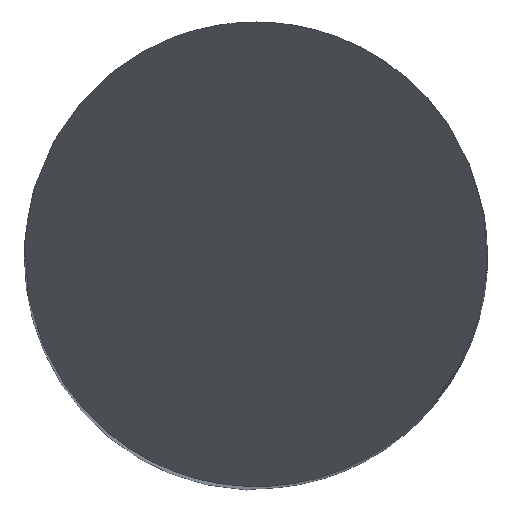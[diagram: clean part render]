
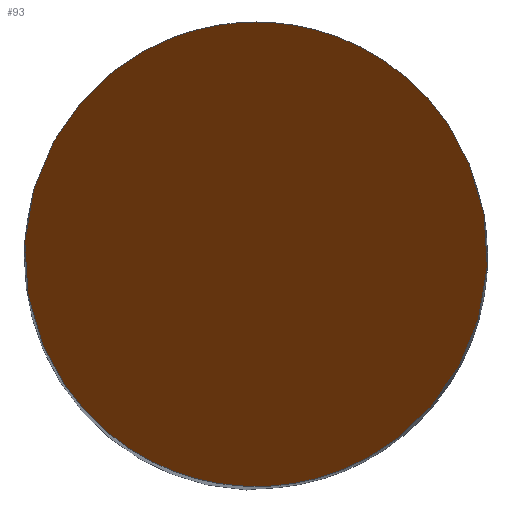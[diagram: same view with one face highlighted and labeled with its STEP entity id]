
A CAD part, top view. The second image highlights one B-rep face of the part: STEP entity #93.
In plain terms, the highlighted planar face has unit normal (0, -0.866, 0.5).
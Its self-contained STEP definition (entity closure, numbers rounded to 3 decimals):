
#93=ADVANCED_FACE('',(#142),#118,.F.);
#118=PLANE('',#632);
#142=FACE_OUTER_BOUND('',#173,.T.);
#173=EDGE_LOOP('',(#267,#268));
#267=ORIENTED_EDGE('',*,*,#421,.F.);
#268=ORIENTED_EDGE('',*,*,#435,.F.);
#366=VERTEX_POINT('',#886);
#367=VERTEX_POINT('',#887);
#421=EDGE_CURVE('',#366,#367,#563,.T.);
#435=EDGE_CURVE('',#367,#366,#567,.T.);
#563=(
BOUNDED_CURVE()
B_SPLINE_CURVE(3,(#882,#883,#884,#885),.UNSPECIFIED.,.F.,.F.)
B_SPLINE_CURVE_WITH_KNOTS((4,4),(0.,1.),.UNSPECIFIED.)
CURVE()
GEOMETRIC_REPRESENTATION_ITEM()
RATIONAL_B_SPLINE_CURVE((1.,0.333,0.333,1.))
REPRESENTATION_ITEM('')
);
#567=(
BOUNDED_CURVE()
B_SPLINE_CURVE(3,(#935,#936,#937,#938),.UNSPECIFIED.,.F.,.F.)
B_SPLINE_CURVE_WITH_KNOTS((4,4),(0.,1.),.UNSPECIFIED.)
CURVE()
GEOMETRIC_REPRESENTATION_ITEM()
RATIONAL_B_SPLINE_CURVE((1.,0.333,0.333,1.))
REPRESENTATION_ITEM('')
);
#632=AXIS2_PLACEMENT_3D('',#1020,#717,#718);
#717=DIRECTION('',(0.,0.866,-0.5));
#718=DIRECTION('',(0.,-0.5,-0.866));
#882=CARTESIAN_POINT('',(0.,-3.,-5.196));
#883=CARTESIAN_POINT('',(-6.,-3.,-5.196));
#884=CARTESIAN_POINT('',(-6.,3.,5.196));
#885=CARTESIAN_POINT('',(0.,3.,5.196));
#886=CARTESIAN_POINT('',(0.,-3.,-5.196));
#887=CARTESIAN_POINT('',(0.,3.,5.196));
#935=CARTESIAN_POINT('',(0.,3.,5.196));
#936=CARTESIAN_POINT('',(6.,3.,5.196));
#937=CARTESIAN_POINT('',(6.,-3.,-5.196));
#938=CARTESIAN_POINT('',(0.,-3.,-5.196));
#1020=CARTESIAN_POINT('',(3.25,-3.,-5.196));
